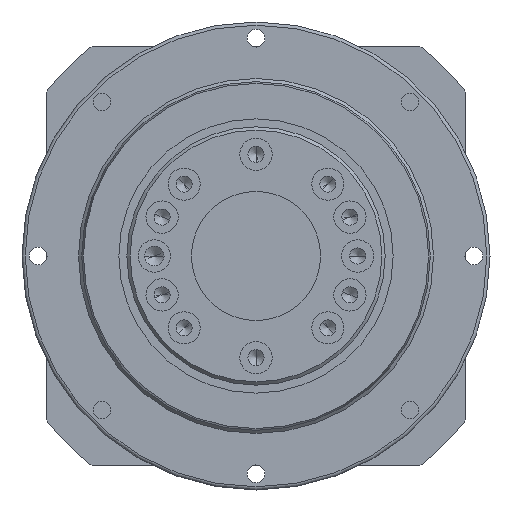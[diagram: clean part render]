
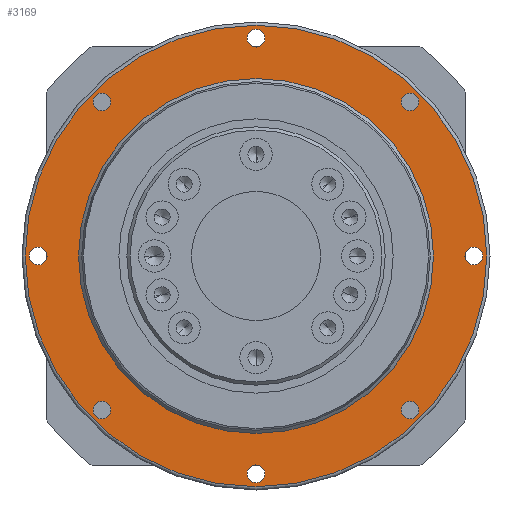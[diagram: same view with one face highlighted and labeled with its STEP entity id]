
A CAD part, left-side view. The second image highlights one B-rep face of the part: STEP entity #3169.
In plain terms, the highlighted planar face has unit normal (-1, 0, 0).
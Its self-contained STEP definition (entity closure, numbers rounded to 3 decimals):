
#2083=PLANE('',#11036);
#3169=ADVANCED_FACE('',(#3771,#3772,#3773,#3774,#3775,#3776,#3777,#3778,
#3779,#3780),#2083,.T.);
#3771=FACE_BOUND('',#4507,.T.);
#3772=FACE_BOUND('',#4508,.T.);
#3773=FACE_BOUND('',#4509,.T.);
#3774=FACE_BOUND('',#4510,.T.);
#3775=FACE_BOUND('',#4511,.T.);
#3776=FACE_BOUND('',#4512,.T.);
#3777=FACE_BOUND('',#4513,.T.);
#3778=FACE_BOUND('',#4514,.T.);
#3779=FACE_BOUND('',#4515,.T.);
#3780=FACE_BOUND('',#4516,.T.);
#4507=EDGE_LOOP('',(#6831));
#4508=EDGE_LOOP('',(#6832,#6833));
#4509=EDGE_LOOP('',(#6834,#6835));
#4510=EDGE_LOOP('',(#6836,#6837));
#4511=EDGE_LOOP('',(#6838,#6839));
#4512=EDGE_LOOP('',(#6840,#6841));
#4513=EDGE_LOOP('',(#6842,#6843));
#4514=EDGE_LOOP('',(#6844,#6845));
#4515=EDGE_LOOP('',(#6846));
#4516=EDGE_LOOP('',(#6847,#6848));
#6831=ORIENTED_EDGE('',*,*,#9317,.F.);
#6832=ORIENTED_EDGE('',*,*,#9331,.T.);
#6833=ORIENTED_EDGE('',*,*,#9332,.T.);
#6834=ORIENTED_EDGE('',*,*,#9333,.T.);
#6835=ORIENTED_EDGE('',*,*,#9334,.T.);
#6836=ORIENTED_EDGE('',*,*,#9335,.T.);
#6837=ORIENTED_EDGE('',*,*,#9336,.T.);
#6838=ORIENTED_EDGE('',*,*,#9337,.T.);
#6839=ORIENTED_EDGE('',*,*,#9338,.T.);
#6840=ORIENTED_EDGE('',*,*,#9339,.T.);
#6841=ORIENTED_EDGE('',*,*,#9340,.T.);
#6842=ORIENTED_EDGE('',*,*,#9341,.T.);
#6843=ORIENTED_EDGE('',*,*,#9342,.T.);
#6844=ORIENTED_EDGE('',*,*,#9343,.T.);
#6845=ORIENTED_EDGE('',*,*,#9344,.T.);
#6846=ORIENTED_EDGE('',*,*,#9330,.F.);
#6847=ORIENTED_EDGE('',*,*,#9345,.T.);
#6848=ORIENTED_EDGE('',*,*,#9346,.T.);
#8073=VERTEX_POINT('',#17295);
#8086=VERTEX_POINT('',#17328);
#8087=VERTEX_POINT('',#17332);
#8088=VERTEX_POINT('',#17333);
#8089=VERTEX_POINT('',#17336);
#8090=VERTEX_POINT('',#17337);
#8091=VERTEX_POINT('',#17340);
#8092=VERTEX_POINT('',#17341);
#8093=VERTEX_POINT('',#17344);
#8094=VERTEX_POINT('',#17345);
#8095=VERTEX_POINT('',#17348);
#8096=VERTEX_POINT('',#17349);
#8097=VERTEX_POINT('',#17352);
#8098=VERTEX_POINT('',#17353);
#8099=VERTEX_POINT('',#17356);
#8100=VERTEX_POINT('',#17357);
#8101=VERTEX_POINT('',#17360);
#8102=VERTEX_POINT('',#17361);
#9317=EDGE_CURVE('',#8073,#8073,#9968,.T.);
#9330=EDGE_CURVE('',#8086,#8086,#9981,.T.);
#9331=EDGE_CURVE('',#8087,#8088,#9982,.T.);
#9332=EDGE_CURVE('',#8088,#8087,#9983,.T.);
#9333=EDGE_CURVE('',#8089,#8090,#9984,.T.);
#9334=EDGE_CURVE('',#8090,#8089,#9985,.T.);
#9335=EDGE_CURVE('',#8091,#8092,#9986,.T.);
#9336=EDGE_CURVE('',#8092,#8091,#9987,.T.);
#9337=EDGE_CURVE('',#8093,#8094,#9988,.T.);
#9338=EDGE_CURVE('',#8094,#8093,#9989,.T.);
#9339=EDGE_CURVE('',#8095,#8096,#9990,.T.);
#9340=EDGE_CURVE('',#8096,#8095,#9991,.T.);
#9341=EDGE_CURVE('',#8097,#8098,#9992,.T.);
#9342=EDGE_CURVE('',#8098,#8097,#9993,.T.);
#9343=EDGE_CURVE('',#8099,#8100,#9994,.T.);
#9344=EDGE_CURVE('',#8100,#8099,#9995,.T.);
#9345=EDGE_CURVE('',#8101,#8102,#9996,.T.);
#9346=EDGE_CURVE('',#8102,#8101,#9997,.T.);
#9968=CIRCLE('',#10997,71.5);
#9981=CIRCLE('',#11017,55.);
#9982=CIRCLE('',#11020,2.75);
#9983=CIRCLE('',#11021,2.75);
#9984=CIRCLE('',#11022,2.75);
#9985=CIRCLE('',#11023,2.75);
#9986=CIRCLE('',#11024,2.75);
#9987=CIRCLE('',#11025,2.75);
#9988=CIRCLE('',#11026,2.75);
#9989=CIRCLE('',#11027,2.75);
#9990=CIRCLE('',#11028,2.75);
#9991=CIRCLE('',#11029,2.75);
#9992=CIRCLE('',#11030,2.75);
#9993=CIRCLE('',#11031,2.75);
#9994=CIRCLE('',#11032,2.75);
#9995=CIRCLE('',#11033,2.75);
#9996=CIRCLE('',#11034,2.75);
#9997=CIRCLE('',#11035,2.75);
#10997=AXIS2_PLACEMENT_3D('',#17294,#13655,#13656);
#11017=AXIS2_PLACEMENT_3D('',#17327,#13695,#13696);
#11020=AXIS2_PLACEMENT_3D('',#17331,#13701,#13702);
#11021=AXIS2_PLACEMENT_3D('',#17334,#13703,#13704);
#11022=AXIS2_PLACEMENT_3D('',#17335,#13705,#13706);
#11023=AXIS2_PLACEMENT_3D('',#17338,#13707,#13708);
#11024=AXIS2_PLACEMENT_3D('',#17339,#13709,#13710);
#11025=AXIS2_PLACEMENT_3D('',#17342,#13711,#13712);
#11026=AXIS2_PLACEMENT_3D('',#17343,#13713,#13714);
#11027=AXIS2_PLACEMENT_3D('',#17346,#13715,#13716);
#11028=AXIS2_PLACEMENT_3D('',#17347,#13717,#13718);
#11029=AXIS2_PLACEMENT_3D('',#17350,#13719,#13720);
#11030=AXIS2_PLACEMENT_3D('',#17351,#13721,#13722);
#11031=AXIS2_PLACEMENT_3D('',#17354,#13723,#13724);
#11032=AXIS2_PLACEMENT_3D('',#17355,#13725,#13726);
#11033=AXIS2_PLACEMENT_3D('',#17358,#13727,#13728);
#11034=AXIS2_PLACEMENT_3D('',#17359,#13729,#13730);
#11035=AXIS2_PLACEMENT_3D('',#17362,#13731,#13732);
#11036=AXIS2_PLACEMENT_3D('',#17363,#13733,#13734);
#13655=DIRECTION('',(1.,0.,0.));
#13656=DIRECTION('',(0.,-1.,0.));
#13695=DIRECTION('',(-1.,0.,0.));
#13696=DIRECTION('',(0.,1.,0.));
#13701=DIRECTION('',(1.,0.,0.));
#13702=DIRECTION('',(0.,1.,0.));
#13703=DIRECTION('',(1.,0.,0.));
#13704=DIRECTION('',(0.,-1.,0.));
#13705=DIRECTION('',(1.,0.,0.));
#13706=DIRECTION('',(0.,1.,0.));
#13707=DIRECTION('',(1.,0.,0.));
#13708=DIRECTION('',(0.,-1.,0.));
#13709=DIRECTION('',(1.,0.,0.));
#13710=DIRECTION('',(0.,1.,0.));
#13711=DIRECTION('',(1.,0.,0.));
#13712=DIRECTION('',(0.,-1.,0.));
#13713=DIRECTION('',(1.,0.,0.));
#13714=DIRECTION('',(0.,1.,0.));
#13715=DIRECTION('',(1.,0.,0.));
#13716=DIRECTION('',(0.,-1.,0.));
#13717=DIRECTION('',(1.,0.,0.));
#13718=DIRECTION('',(0.,1.,0.));
#13719=DIRECTION('',(1.,0.,0.));
#13720=DIRECTION('',(0.,-1.,0.));
#13721=DIRECTION('',(1.,0.,0.));
#13722=DIRECTION('',(0.,1.,0.));
#13723=DIRECTION('',(1.,0.,0.));
#13724=DIRECTION('',(0.,-1.,0.));
#13725=DIRECTION('',(1.,0.,0.));
#13726=DIRECTION('',(0.,1.,0.));
#13727=DIRECTION('',(1.,0.,0.));
#13728=DIRECTION('',(0.,-1.,0.));
#13729=DIRECTION('',(1.,0.,0.));
#13730=DIRECTION('',(0.,1.,0.));
#13731=DIRECTION('',(1.,0.,0.));
#13732=DIRECTION('',(0.,-1.,0.));
#13733=DIRECTION('',(-1.,0.,0.));
#13734=DIRECTION('',(0.,-1.,0.));
#17294=CARTESIAN_POINT('',(-50.5,0.,0.));
#17295=CARTESIAN_POINT('',(-50.5,-71.5,0.));
#17327=CARTESIAN_POINT('',(-50.5,0.,0.));
#17328=CARTESIAN_POINT('',(-50.5,55.,0.));
#17331=CARTESIAN_POINT('',(-50.5,47.73,47.73));
#17332=CARTESIAN_POINT('',(-50.5,50.48,47.73));
#17333=CARTESIAN_POINT('',(-50.5,44.98,47.73));
#17334=CARTESIAN_POINT('',(-50.5,47.73,47.73));
#17335=CARTESIAN_POINT('',(-50.5,0.,67.5));
#17336=CARTESIAN_POINT('',(-50.5,2.75,67.5));
#17337=CARTESIAN_POINT('',(-50.5,-2.75,67.5));
#17338=CARTESIAN_POINT('',(-50.5,0.,67.5));
#17339=CARTESIAN_POINT('',(-50.5,-47.73,47.73));
#17340=CARTESIAN_POINT('',(-50.5,-44.98,47.73));
#17341=CARTESIAN_POINT('',(-50.5,-50.48,47.73));
#17342=CARTESIAN_POINT('',(-50.5,-47.73,47.73));
#17343=CARTESIAN_POINT('',(-50.5,-67.5,0.));
#17344=CARTESIAN_POINT('',(-50.5,-64.75,0.));
#17345=CARTESIAN_POINT('',(-50.5,-70.25,0.));
#17346=CARTESIAN_POINT('',(-50.5,-67.5,0.));
#17347=CARTESIAN_POINT('',(-50.5,-47.73,-47.73));
#17348=CARTESIAN_POINT('',(-50.5,-44.98,-47.73));
#17349=CARTESIAN_POINT('',(-50.5,-50.48,-47.73));
#17350=CARTESIAN_POINT('',(-50.5,-47.73,-47.73));
#17351=CARTESIAN_POINT('',(-50.5,0.,-67.5));
#17352=CARTESIAN_POINT('',(-50.5,2.75,-67.5));
#17353=CARTESIAN_POINT('',(-50.5,-2.75,-67.5));
#17354=CARTESIAN_POINT('',(-50.5,0.,-67.5));
#17355=CARTESIAN_POINT('',(-50.5,47.73,-47.73));
#17356=CARTESIAN_POINT('',(-50.5,50.48,-47.73));
#17357=CARTESIAN_POINT('',(-50.5,44.98,-47.73));
#17358=CARTESIAN_POINT('',(-50.5,47.73,-47.73));
#17359=CARTESIAN_POINT('',(-50.5,67.5,0.));
#17360=CARTESIAN_POINT('',(-50.5,70.25,0.));
#17361=CARTESIAN_POINT('',(-50.5,64.75,0.));
#17362=CARTESIAN_POINT('',(-50.5,67.5,0.));
#17363=CARTESIAN_POINT('',(-50.5,0.,0.));
